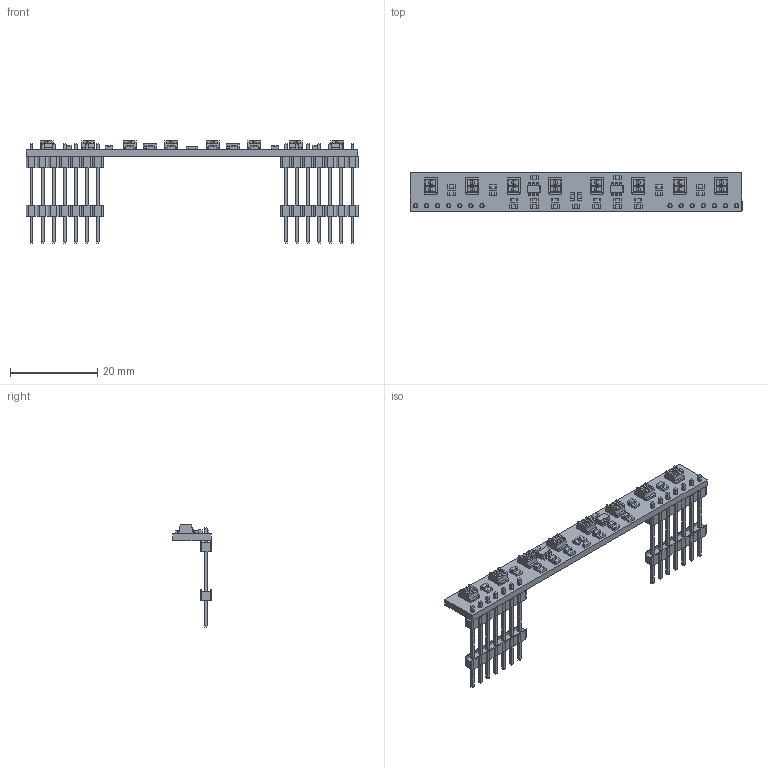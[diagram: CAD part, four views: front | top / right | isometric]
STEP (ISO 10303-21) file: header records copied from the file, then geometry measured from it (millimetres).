
FILE_DESCRIPTION (( 'STEP AP214' ), '1' );
FILE_NAME ('8-channel-qtrx-sensor-array-for-romi-ti-rslk-step.step', '2019-05-14T23:54:47', ( '' ), ( '' ), 'SwSTEP 2.0', 'SolidWorks 2016', '' );
FILE_SCHEMA (( 'AUTOMOTIVE_DESIGN' ));
Length unit declared in the file: millimetre
Products named in the file (1): 8-channel-qtrx-sensor-array-for-romi-ti-rslk-step
Bounding box: 76.2 x 8.89 x 23.44 mm (x, y, z)
Volume: 1698 mm3; surface area: 3697.5 mm2
Topology: 3 solids, 3 shells, 1852 faces, 5010 edges, 3282 vertices
Faces by surface type: plane 1527, cylinder 156, bspline 137, torus 32
Entity records: 82392 total; most frequent: CARTESIAN_POINT 15906, ORIENTED_EDGE 10020, DIRECTION 8484, EDGE_CURVE 5010, LINE 4268, VECTOR 4268, VERTEX_POINT 3282, AXIS2_PLACEMENT_3D 2108
